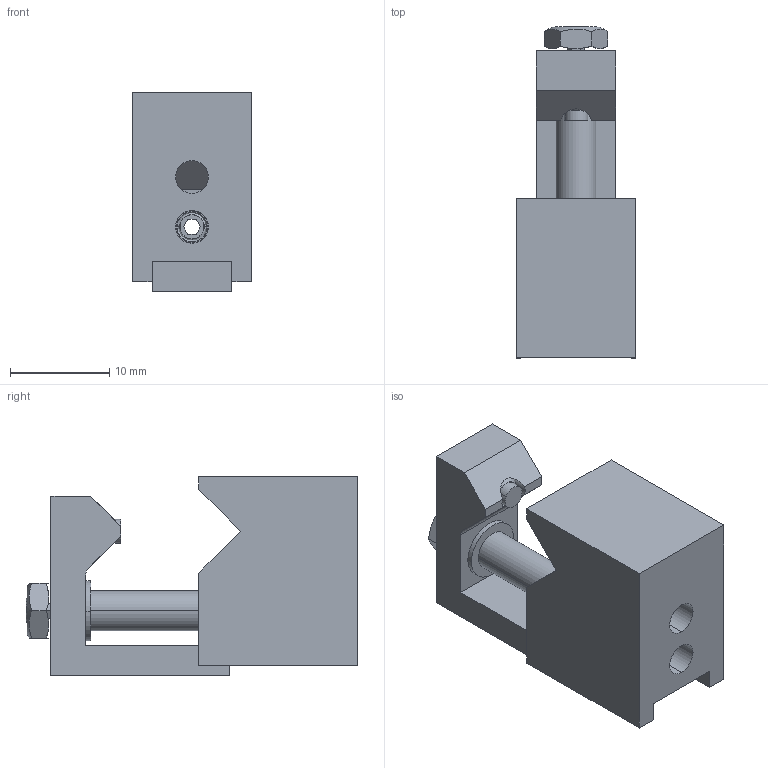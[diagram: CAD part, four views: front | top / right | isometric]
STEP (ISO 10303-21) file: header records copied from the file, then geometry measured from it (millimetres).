
FILE_DESCRIPTION (( 'STEP AP203' ), '1' );
FILE_NAME ('NCC10.STEP', '2019-05-10T01:24:42', ( '' ), ( '' ), 'SwSTEP 2.0', 'SolidWorks 2016', '' );
FILE_SCHEMA (( 'CONFIG_CONTROL_DESIGN' ));
Length unit declared in the file: millimetre
Products named in the file (1): NCC10
Bounding box: 12 x 33.36 x 20 mm (x, y, z)
Surface area: 2962.8 mm2 (no closed solid volume)
Topology: 0 solids, 10 shells, 109 faces, 569 edges, 464 vertices
Faces by surface type: plane 84, cylinder 17, cone 8
Entity records: 5689 total; most frequent: CARTESIAN_POINT 1241, DIRECTION 835, ORIENTED_EDGE 778, EDGE_CURVE 569, VECTOR 495, LINE 495, VERTEX_POINT 464, AXIS2_PLACEMENT_3D 170
